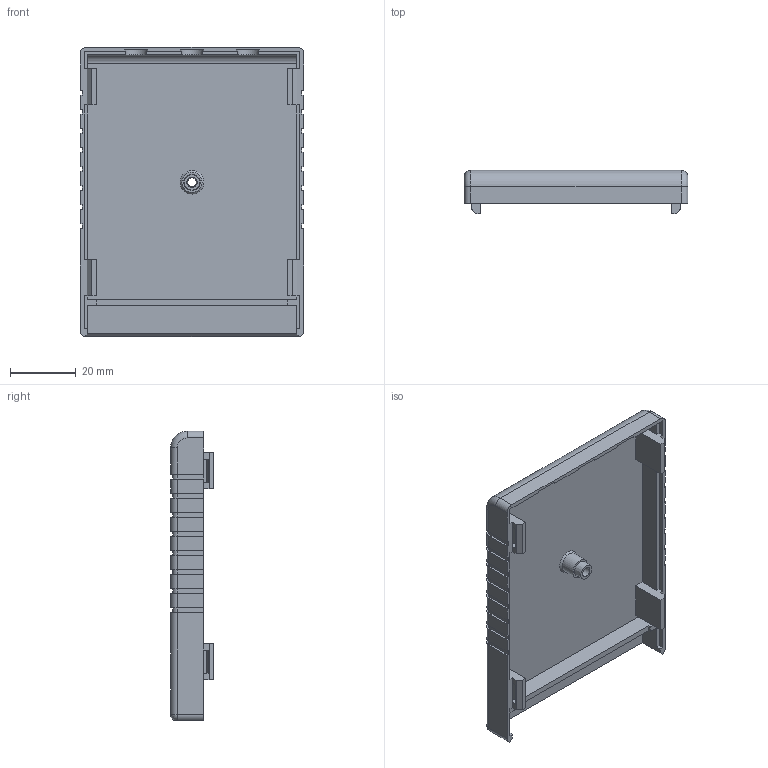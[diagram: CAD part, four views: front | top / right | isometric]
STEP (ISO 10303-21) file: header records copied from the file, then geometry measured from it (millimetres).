
FILE_DESCRIPTION(('FreeCAD Model'),'2;1');
FILE_NAME('Open CASCADE Shape Model','2026-01-18T23:48:39',(''),(''), 'Open CASCADE STEP processor 7.8','FreeCAD','Unknown');
FILE_SCHEMA(('AUTOMOTIVE_DESIGN { 1 0 10303 214 1 1 1 1 }'));
Length unit declared in the file: millimetre
Products named in the file (1): bottom001
Bounding box: 68 x 13 x 87.88 mm (x, y, z)
Volume: 17140 mm3; surface area: 18796.7 mm2
Topology: 1 solids, 1 shells, 224 faces, 673 edges, 444 vertices
Faces by surface type: plane 170, cylinder 46, cone 4, sphere 2, torus 2
Full cylindrical faces by diameter (mm): 3.1 x1, 6.15 x1
Entity records: 7550 total; most frequent: ORIENTED_EDGE 1344, CARTESIAN_POINT 1341, DIRECTION 1250, EDGE_CURVE 672, LINE 544, VECTOR 544, VERTEX_POINT 444, AXIS2_PLACEMENT_3D 353
